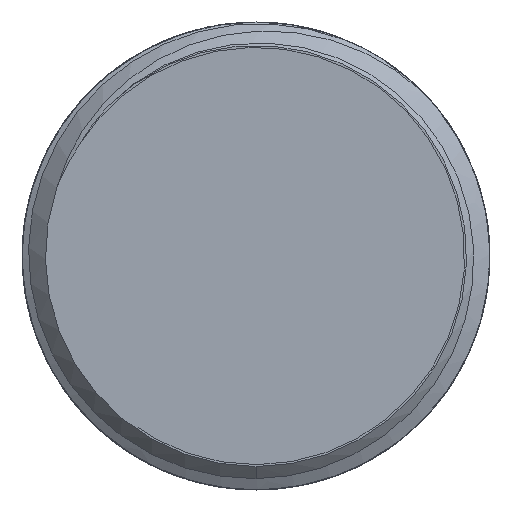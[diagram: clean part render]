
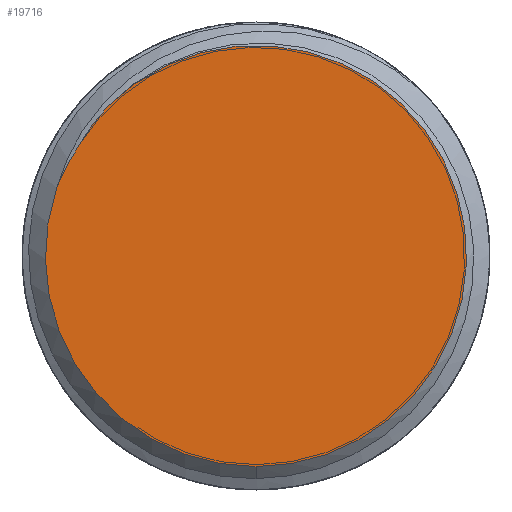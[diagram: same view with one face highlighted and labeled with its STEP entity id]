
A CAD part, left-side view. The second image highlights one B-rep face of the part: STEP entity #19716.
In plain terms, the highlighted planar face has unit normal (-1, 0, 0).
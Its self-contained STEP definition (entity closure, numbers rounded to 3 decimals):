
#8345=CARTESIAN_POINT('',(13.455,4.526,2.852));
#8346=CARTESIAN_POINT('',(13.455,4.647,2.677));
#8347=CARTESIAN_POINT('',(13.455,4.863,2.318));
#8348=CARTESIAN_POINT('',(13.455,5.034,1.943));
#8349=CARTESIAN_POINT('',(13.455,5.108,1.751));
#8351=CARTESIAN_POINT('',(13.455,3.784,3.852));
#8352=CARTESIAN_POINT('',(13.455,3.931,3.696));
#8353=CARTESIAN_POINT('',(13.455,4.2,3.372));
#8354=CARTESIAN_POINT('',(13.455,4.425,3.029));
#8355=CARTESIAN_POINT('',(13.455,4.526,2.852));
#8357=CARTESIAN_POINT('',(13.455,0.,0.));
#8358=DIRECTION('',(-1.,0.,0.));
#8359=DIRECTION('',(0.,0.946,0.324));
#8360=AXIS2_PLACEMENT_3D('',#8357,#8358,#8359);
#8399=CARTESIAN_POINT('',(13.455,0.,0.));
#8400=DIRECTION('',(-1.,0.,0.));
#8401=DIRECTION('',(0.,0.,-1.));
#8402=AXIS2_PLACEMENT_3D('',#8399,#8400,#8401);
#10478=VERTEX_POINT('',#8345);
#10479=VERTEX_POINT('',#8349);
#10480=VERTEX_POINT('',#8351);
#10502=CARTESIAN_POINT('',(13.455,0.,
-5.4));
#10504=VERTEX_POINT('',#10502);
#19702=CARTESIAN_POINT('',(13.455,0.,0.));
#19703=DIRECTION('',(-1.,0.,0.));
#19704=DIRECTION('',(0.,0.,-1.));
#19705=AXIS2_PLACEMENT_3D('',#19702,#19703,#19704);
#19706=PLANE('',#19705);
#19708=ORIENTED_EDGE('',*,*,#19707,.F.);
#19709=ORIENTED_EDGE('',*,*,#19687,.F.);
#19711=ORIENTED_EDGE('',*,*,#19710,.F.);
#19713=ORIENTED_EDGE('',*,*,#19712,.F.);
#19714=EDGE_LOOP('',(#19708,#19709,#19711,#19713));
#19715=FACE_OUTER_BOUND('',#19714,.F.);
#19716=ADVANCED_FACE('',(#19715),#19706,.T.);
#8350=B_SPLINE_CURVE_WITH_KNOTS('',3,(#8345,#8346,#8347,#8348,#8349),
.UNSPECIFIED.,.F.,.F.,(4,1,4),(0.,0.5,1.),.UNSPECIFIED.);
#8356=B_SPLINE_CURVE_WITH_KNOTS('',3,(#8351,#8352,#8353,#8354,#8355),
.UNSPECIFIED.,.F.,.F.,(4,1,4),(0.,0.5,1.),.UNSPECIFIED.);
#8361=CIRCLE('',#8360,5.4);
#8403=CIRCLE('',#8402,5.4);
#19687=EDGE_CURVE('',#10480,#10478,#8356,.T.);
#19707=EDGE_CURVE('',#10478,#10479,#8350,.T.);
#19710=EDGE_CURVE('',#10504,#10480,#8403,.T.);
#19712=EDGE_CURVE('',#10479,#10504,#8361,.T.);
